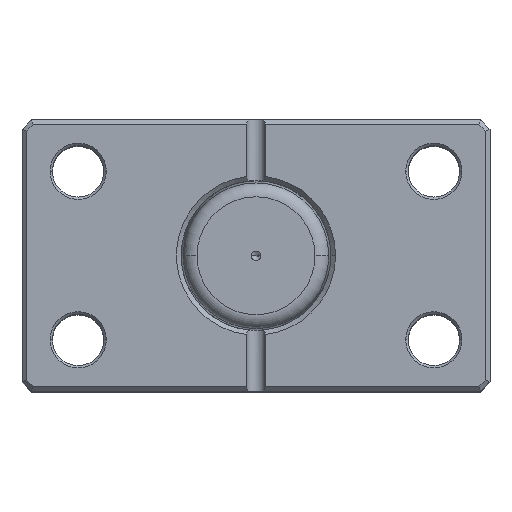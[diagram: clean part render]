
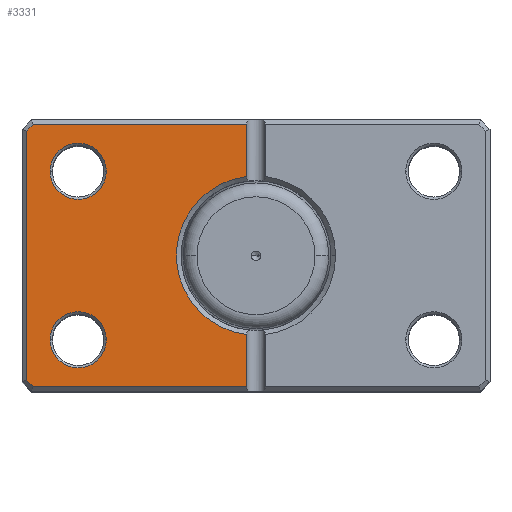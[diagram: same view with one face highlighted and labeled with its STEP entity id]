
A CAD part, top view. The second image highlights one B-rep face of the part: STEP entity #3331.
In plain terms, the highlighted face is planar.
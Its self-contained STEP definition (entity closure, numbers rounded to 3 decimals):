
#2 = VERTEX_POINT ( 'NONE', #1977 ) ;
#23 = LINE ( 'NONE', #5875, #1360 ) ;
#65 = DIRECTION ( 'NONE',  ( 1., 0., 0. ) ) ;
#85 = DIRECTION ( 'NONE',  ( 0., 1., 0. ) ) ;
#99 = DIRECTION ( 'NONE',  ( 0., 0., 1. ) ) ;
#161 = VERTEX_POINT ( 'NONE', #340 ) ;
#196 = FACE_OUTER_BOUND ( 'NONE', #798, .T. ) ;
#252 = DIRECTION ( 'NONE',  ( 0., 0., 1. ) ) ;
#340 = CARTESIAN_POINT ( 'NONE',  ( 2., -28., 0. ) ) ;
#351 = CARTESIAN_POINT ( 'NONE',  ( 37.793, 37.793, 0. ) ) ;
#366 = VERTEX_POINT ( 'NONE', #5588 ) ;
#379 = CIRCLE ( 'NONE', #915, 6. ) ;
#461 = LINE ( 'NONE', #485, #6505 ) ;
#485 = CARTESIAN_POINT ( 'NONE',  ( 0., -28., 0. ) ) ;
#543 = ORIENTED_EDGE ( 'NONE', *, *, #5507, .T. ) ;
#551 = EDGE_LOOP ( 'NONE', ( #1413, #4593 ) ) ;
#727 = AXIS2_PLACEMENT_3D ( 'NONE', #4356, #1400, #4868 ) ;
#771 = AXIS2_PLACEMENT_3D ( 'NONE', #5217, #2289, #5714 ) ;
#780 = AXIS2_PLACEMENT_3D ( 'NONE', #6169, #3199, #65 ) ;
#786 = AXIS2_PLACEMENT_3D ( 'NONE', #5663, #2705, #6144 ) ;
#798 = EDGE_LOOP ( 'NONE', ( #6280, #543, #810, #2388, #6289, #5155, #1232, #3051 ) ) ;
#810 = ORIENTED_EDGE ( 'NONE', *, *, #5521, .T. ) ;
#882 = CARTESIAN_POINT ( 'NONE',  ( 0., 28., 0. ) ) ;
#915 = AXIS2_PLACEMENT_3D ( 'NONE', #3356, #252, #3862 ) ;
#1000 = CARTESIAN_POINT ( 'NONE',  ( 49., 0., 0. ) ) ;
#1232 = ORIENTED_EDGE ( 'NONE', *, *, #5640, .T. ) ;
#1307 = PLANE ( 'NONE',  #2050 ) ;
#1360 = VECTOR ( 'NONE', #5381, 1000. ) ;
#1400 = DIRECTION ( 'NONE',  ( 0., 0., 1. ) ) ;
#1413 = ORIENTED_EDGE ( 'NONE', *, *, #5211, .T. ) ;
#1610 = LINE ( 'NONE', #6031, #4063 ) ;
#1696 = CIRCLE ( 'NONE', #727, 17. ) ;
#1705 = FACE_BOUND ( 'NONE', #6227, .T. ) ;
#1977 = CARTESIAN_POINT ( 'NONE',  ( 2., -16.882, 0. ) ) ;
#2009 = CIRCLE ( 'NONE', #771, 6. ) ;
#2018 = DIRECTION ( 'NONE',  ( 0.707, -0.707, 0. ) ) ;
#2050 = AXIS2_PLACEMENT_3D ( 'NONE', #5077, #99, #2610 ) ;
#2150 = VERTEX_POINT ( 'NONE', #3137 ) ;
#2289 = DIRECTION ( 'NONE',  ( 0., 0., 1. ) ) ;
#2388 = ORIENTED_EDGE ( 'NONE', *, *, #5532, .T. ) ;
#2389 = VERTEX_POINT ( 'NONE', #3954 ) ;
#2468 = CIRCLE ( 'NONE', #786, 6. ) ;
#2605 = ORIENTED_EDGE ( 'NONE', *, *, #5466, .T. ) ;
#2610 = DIRECTION ( 'NONE',  ( 1., 0., 0. ) ) ;
#2705 = DIRECTION ( 'NONE',  ( 0., 0., 1. ) ) ;
#2835 = VECTOR ( 'NONE', #4903, 1000. ) ;
#2887 = VERTEX_POINT ( 'NONE', #4494 ) ;
#3016 = DIRECTION ( 'NONE',  ( 0., -1., 0. ) ) ;
#3051 = ORIENTED_EDGE ( 'NONE', *, *, #5651, .T. ) ;
#3137 = CARTESIAN_POINT ( 'NONE',  ( 32., -18., 0. ) ) ;
#3141 = VECTOR ( 'NONE', #85, 1000. ) ;
#3199 = DIRECTION ( 'NONE',  ( 0., 0., 1. ) ) ;
#3331 = ADVANCED_FACE ( 'NONE', ( #1705, #4298, #196 ), #1307, .F. ) ;
#3347 = LINE ( 'NONE', #1000, #5698 ) ;
#3356 = CARTESIAN_POINT ( 'NONE',  ( 38., 18., 0. ) ) ;
#3543 = CARTESIAN_POINT ( 'NONE',  ( 47.586, 28., 0. ) ) ;
#3548 = DIRECTION ( 'NONE',  ( -0.707, -0.707, 0. ) ) ;
#3700 = CARTESIAN_POINT ( 'NONE',  ( 49., -26.586, 0. ) ) ;
#3714 = CARTESIAN_POINT ( 'NONE',  ( 2., 29., 0. ) ) ;
#3862 = DIRECTION ( 'NONE',  ( 1., 0., 0. ) ) ;
#3954 = CARTESIAN_POINT ( 'NONE',  ( 49., 26.586, 0. ) ) ;
#4063 = VECTOR ( 'NONE', #3548, 1000. ) ;
#4298 = FACE_BOUND ( 'NONE', #551, .T. ) ;
#4356 = CARTESIAN_POINT ( 'NONE',  ( 0., 0., 0. ) ) ;
#4447 = LINE ( 'NONE', #3714, #3141 ) ;
#4494 = CARTESIAN_POINT ( 'NONE',  ( 44., 18., 0. ) ) ;
#4536 = VERTEX_POINT ( 'NONE', #5102 ) ;
#4556 = DIRECTION ( 'NONE',  ( -1., 0., 0. ) ) ;
#4593 = ORIENTED_EDGE ( 'NONE', *, *, #5441, .T. ) ;
#4756 = ORIENTED_EDGE ( 'NONE', *, *, #5431, .T. ) ;
#4786 = CARTESIAN_POINT ( 'NONE',  ( 44., -18., 0. ) ) ;
#4846 = LINE ( 'NONE', #351, #5999 ) ;
#4868 = DIRECTION ( 'NONE',  ( 1., 0., 0. ) ) ;
#4903 = DIRECTION ( 'NONE',  ( 1., 0., 0. ) ) ;
#5077 = CARTESIAN_POINT ( 'NONE',  ( 0., 0., 0. ) ) ;
#5100 = VERTEX_POINT ( 'NONE', #3700 ) ;
#5102 = CARTESIAN_POINT ( 'NONE',  ( 2., 16.882, 0. ) ) ;
#5155 = ORIENTED_EDGE ( 'NONE', *, *, #5596, .T. ) ;
#5211 = EDGE_CURVE ( 'NONE', #5535, #2887, #379, .T. ) ;
#5217 = CARTESIAN_POINT ( 'NONE',  ( 38., -18., 0. ) ) ;
#5381 = DIRECTION ( 'NONE',  ( 0., 1., 0. ) ) ;
#5406 = CARTESIAN_POINT ( 'NONE',  ( 32., 18., 0. ) ) ;
#5431 = EDGE_CURVE ( 'NONE', #5790, #2150, #2468, .T. ) ;
#5441 = EDGE_CURVE ( 'NONE', #2887, #5535, #6231, .T. ) ;
#5466 = EDGE_CURVE ( 'NONE', #2150, #5790, #2009, .T. ) ;
#5473 = EDGE_CURVE ( 'NONE', #161, #2, #4447, .T. ) ;
#5507 = EDGE_CURVE ( 'NONE', #2, #4536, #1696, .T. ) ;
#5521 = EDGE_CURVE ( 'NONE', #4536, #6200, #23, .T. ) ;
#5532 = EDGE_CURVE ( 'NONE', #6200, #6066, #6439, .T. ) ;
#5535 = VERTEX_POINT ( 'NONE', #5406 ) ;
#5566 = EDGE_CURVE ( 'NONE', #6066, #2389, #4846, .T. ) ;
#5588 = CARTESIAN_POINT ( 'NONE',  ( 47.586, -28., 0. ) ) ;
#5596 = EDGE_CURVE ( 'NONE', #2389, #5100, #3347, .T. ) ;
#5640 = EDGE_CURVE ( 'NONE', #5100, #366, #1610, .T. ) ;
#5651 = EDGE_CURVE ( 'NONE', #366, #161, #461, .T. ) ;
#5663 = CARTESIAN_POINT ( 'NONE',  ( 38., -18., 0. ) ) ;
#5698 = VECTOR ( 'NONE', #3016, 1000. ) ;
#5714 = DIRECTION ( 'NONE',  ( 1., 0., 0. ) ) ;
#5790 = VERTEX_POINT ( 'NONE', #4786 ) ;
#5875 = CARTESIAN_POINT ( 'NONE',  ( 2., 29., 0. ) ) ;
#5999 = VECTOR ( 'NONE', #2018, 1000. ) ;
#6031 = CARTESIAN_POINT ( 'NONE',  ( 37.793, -37.793, 0. ) ) ;
#6066 = VERTEX_POINT ( 'NONE', #3543 ) ;
#6144 = DIRECTION ( 'NONE',  ( 1., 0., 0. ) ) ;
#6169 = CARTESIAN_POINT ( 'NONE',  ( 38., 18., 0. ) ) ;
#6189 = CARTESIAN_POINT ( 'NONE',  ( 2., 28., 0. ) ) ;
#6200 = VERTEX_POINT ( 'NONE', #6189 ) ;
#6227 = EDGE_LOOP ( 'NONE', ( #2605, #4756 ) ) ;
#6231 = CIRCLE ( 'NONE', #780, 6. ) ;
#6280 = ORIENTED_EDGE ( 'NONE', *, *, #5473, .T. ) ;
#6289 = ORIENTED_EDGE ( 'NONE', *, *, #5566, .T. ) ;
#6439 = LINE ( 'NONE', #882, #2835 ) ;
#6505 = VECTOR ( 'NONE', #4556, 1000. ) ;
